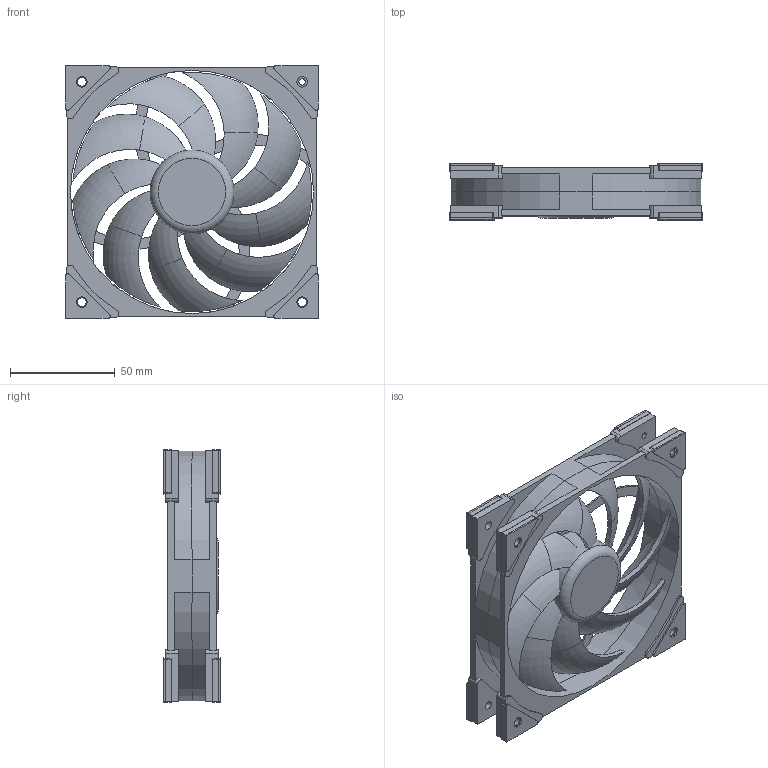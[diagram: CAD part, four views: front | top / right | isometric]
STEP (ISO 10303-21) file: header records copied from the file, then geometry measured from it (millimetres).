
FILE_DESCRIPTION(('FreeCAD Model'),'2;1');
FILE_NAME('Open CASCADE Shape Model','2024-07-15T17:14:04',(''),(''), 'Open CASCADE STEP processor 7.6','FreeCAD','Unknown');
FILE_SCHEMA(('AUTOMOTIVE_DESIGN { 1 0 10303 214 1 1 1 1 }'));
Length unit declared in the file: millimetre
Products named in the file (9): ___________________T30; 整体; 叶片; 实体001; Array; Cut; 实体 (Mirror #1); Array001; Cut002
Assembly tree (19 placements, depth 5):
  ___________________T30
    整体
      叶片
        实体001
        Array
          Cut  x9
      实体 (Mirror #1)
    Array001
      Cut002  x4
Bounding box: 120.5 x 26.75 x 120.5 mm (x, y, z)
Volume: 101684.8 mm3; surface area: 74155.2 mm2
Topology: 19 solids, 19 shells, 288 faces, 774 edges, 519 vertices
Faces by surface type: plane 128, cylinder 123, revolution 36, torus 1
Full cylindrical faces by diameter (mm): 3 x2, 4 x6, 5 x8, 32 x1, 40 x1, 116 x2
Entity records: 11740 total; most frequent: CARTESIAN_POINT 3045, DIRECTION 1651, ORIENTED_EDGE 852, PCURVE 852, DEFINITIONAL_REPRESENTATION 852, LINE 819, VECTOR 819, EDGE_CURVE 426
